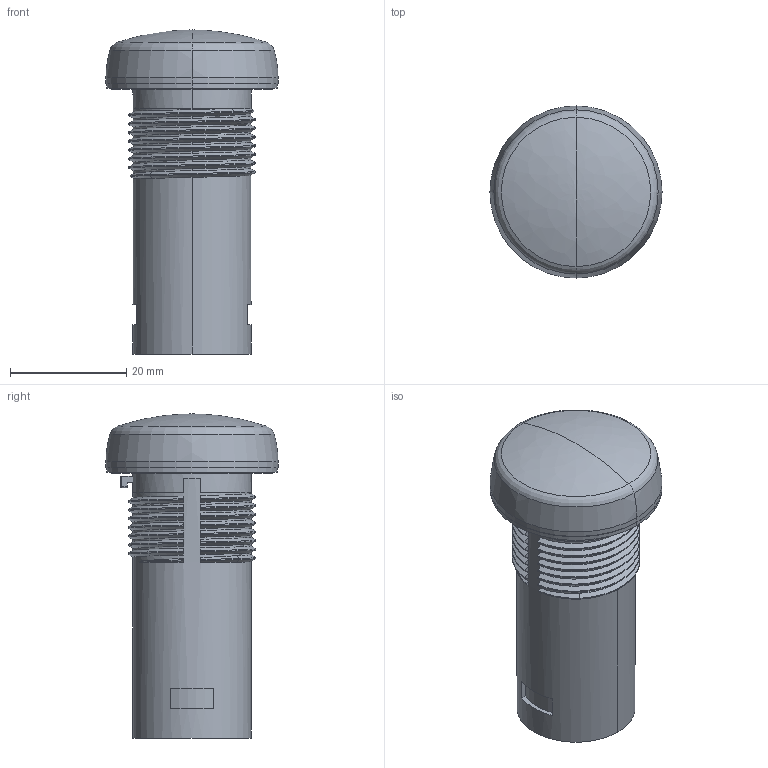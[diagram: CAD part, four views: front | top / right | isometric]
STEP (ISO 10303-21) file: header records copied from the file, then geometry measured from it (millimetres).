
FILE_DESCRIPTION((''),'2;1');
FILE_NAME('800FD_P','2007-05-03T',('abschult'),('Rockwell Automation'),'PRO/ENGINEER BY PARAMETRIC TECHNOLOGY CORPORATION, 2004320','PRO/ENGINEER BY PARAMETRIC TECHNOLOGY CORPORATION, 2004320','');
FILE_SCHEMA(('CONFIG_CONTROL_DESIGN'));
Length unit declared in the file: millimetre
Products named in the file (1): 800FD_P
Bounding box: 29.6 x 29.6 x 55.72 mm (x, y, z)
Surface area: 8181.2 mm2 (no closed solid volume)
Topology: 0 solids, 2 shells, 161 faces, 421 edges, 273 vertices
Faces by surface type: plane 65, bspline 60, cylinder 26, torus 4, cone 4, sphere 2
Entity records: 21248 total; most frequent: CARTESIAN_POINT 17698, ORIENTED_EDGE 838, DIRECTION 541, EDGE_CURVE 419, VERTEX_POINT 273, AXIS2_PLACEMENT_3D 189, EDGE_LOOP 172, B_SPLINE_CURVE_WITH_KNOTS 168
